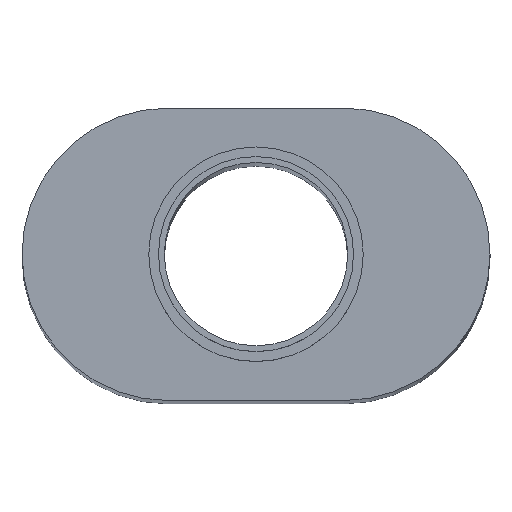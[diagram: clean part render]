
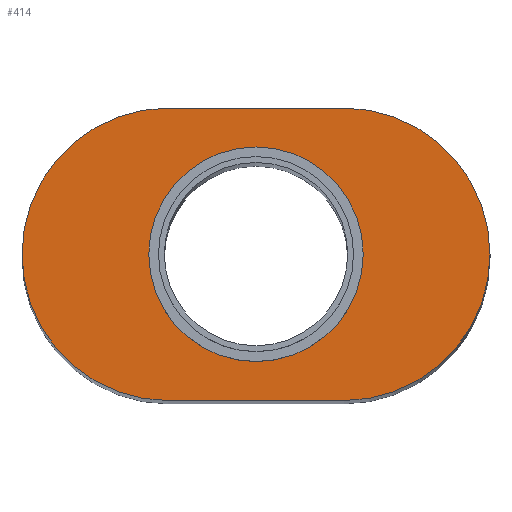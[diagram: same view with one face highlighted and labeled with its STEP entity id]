
A CAD part, top view. The second image highlights one B-rep face of the part: STEP entity #414.
In plain terms, the highlighted planar face has unit normal (0, 0, 1).
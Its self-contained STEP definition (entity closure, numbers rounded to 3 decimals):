
#12 = DIRECTION ( 'NONE',  ( 0., 0., 1. ) ) ;
#13 = VERTEX_POINT ( 'NONE', #62 ) ;
#15 = VERTEX_POINT ( 'NONE', #567 ) ;
#30 = LINE ( 'NONE', #40, #411 ) ;
#40 = CARTESIAN_POINT ( 'NONE',  ( -45., -75., 500. ) ) ;
#51 = CARTESIAN_POINT ( 'NONE',  ( 45., 0., 500. ) ) ;
#62 = CARTESIAN_POINT ( 'NONE',  ( 45., 75., 500. ) ) ;
#63 = FACE_BOUND ( 'NONE', #449, .T. ) ;
#79 = CARTESIAN_POINT ( 'NONE',  ( -45., 0., 500. ) ) ;
#92 = DIRECTION ( 'NONE',  ( 0., 0., 1. ) ) ;
#95 = CIRCLE ( 'NONE', #170, 75. ) ;
#97 = DIRECTION ( 'NONE',  ( 1., 0., 0. ) ) ;
#119 = CIRCLE ( 'NONE', #184, 75. ) ;
#120 = DIRECTION ( 'NONE',  ( 1., 0., 0. ) ) ;
#125 = ORIENTED_EDGE ( 'NONE', *, *, #481, .T. ) ;
#140 = CARTESIAN_POINT ( 'NONE',  ( -45., 0., 500. ) ) ;
#160 = ORIENTED_EDGE ( 'NONE', *, *, #373, .T. ) ;
#163 = ORIENTED_EDGE ( 'NONE', *, *, #472, .T. ) ;
#170 = AXIS2_PLACEMENT_3D ( 'NONE', #79, #415, #120 ) ;
#179 = CARTESIAN_POINT ( 'NONE',  ( 0., 0., 500. ) ) ;
#184 = AXIS2_PLACEMENT_3D ( 'NONE', #51, #380, #97 ) ;
#209 = AXIS2_PLACEMENT_3D ( 'NONE', #179, #551, #238 ) ;
#227 = CARTESIAN_POINT ( 'NONE',  ( 0., 0., 500. ) ) ;
#231 = CARTESIAN_POINT ( 'NONE',  ( -45., 75., 500. ) ) ;
#232 = CIRCLE ( 'NONE', #209, 55. ) ;
#233 = AXIS2_PLACEMENT_3D ( 'NONE', #227, #595, #288 ) ;
#237 = VECTOR ( 'NONE', #543, 1000. ) ;
#238 = DIRECTION ( 'NONE',  ( 1., 0., 0. ) ) ;
#243 = PLANE ( 'NONE',  #258 ) ;
#258 = AXIS2_PLACEMENT_3D ( 'NONE', #140, #12, #343 ) ;
#274 = AXIS2_PLACEMENT_3D ( 'NONE', #377, #92, #438 ) ;
#288 = DIRECTION ( 'NONE',  ( 1., 0., 0. ) ) ;
#309 = VERTEX_POINT ( 'NONE', #487 ) ;
#321 = ORIENTED_EDGE ( 'NONE', *, *, #379, .T. ) ;
#335 = VERTEX_POINT ( 'NONE', #596 ) ;
#343 = DIRECTION ( 'NONE',  ( 1., 0., 0. ) ) ;
#349 = ORIENTED_EDGE ( 'NONE', *, *, #510, .T. ) ;
#362 = LINE ( 'NONE', #231, #237 ) ;
#373 = EDGE_CURVE ( 'NONE', #309, #635, #511, .T. ) ;
#377 = CARTESIAN_POINT ( 'NONE',  ( -45., 0., 500. ) ) ;
#378 = CARTESIAN_POINT ( 'NONE',  ( 55., 0., 500. ) ) ;
#379 = EDGE_CURVE ( 'NONE', #15, #588, #232, .T. ) ;
#380 = DIRECTION ( 'NONE',  ( 0., 0., 1. ) ) ;
#411 = VECTOR ( 'NONE', #540, 1000. ) ;
#413 = VERTEX_POINT ( 'NONE', #557 ) ;
#414 = ADVANCED_FACE ( 'NONE', ( #585, #63 ), #243, .T. ) ;
#415 = DIRECTION ( 'NONE',  ( 0., 0., 1. ) ) ;
#429 = ORIENTED_EDGE ( 'NONE', *, *, #467, .T. ) ;
#438 = DIRECTION ( 'NONE',  ( 1., 0., 0. ) ) ;
#449 = EDGE_LOOP ( 'NONE', ( #321, #429 ) ) ;
#467 = EDGE_CURVE ( 'NONE', #588, #15, #545, .T. ) ;
#472 = EDGE_CURVE ( 'NONE', #635, #413, #30, .T. ) ;
#481 = EDGE_CURVE ( 'NONE', #13, #335, #362, .T. ) ;
#487 = CARTESIAN_POINT ( 'NONE',  ( -120., 0., 500. ) ) ;
#490 = ORIENTED_EDGE ( 'NONE', *, *, #508, .T. ) ;
#503 = CARTESIAN_POINT ( 'NONE',  ( -45., -75., 500. ) ) ;
#508 = EDGE_CURVE ( 'NONE', #413, #13, #119, .T. ) ;
#510 = EDGE_CURVE ( 'NONE', #335, #309, #95, .T. ) ;
#511 = CIRCLE ( 'NONE', #274, 75. ) ;
#513 = EDGE_LOOP ( 'NONE', ( #349, #160, #163, #490, #125 ) ) ;
#540 = DIRECTION ( 'NONE',  ( 1., 0., 0. ) ) ;
#543 = DIRECTION ( 'NONE',  ( -1., 0., 0. ) ) ;
#545 = CIRCLE ( 'NONE', #233, 55. ) ;
#551 = DIRECTION ( 'NONE',  ( 0., 0., -1. ) ) ;
#557 = CARTESIAN_POINT ( 'NONE',  ( 45., -75., 500. ) ) ;
#567 = CARTESIAN_POINT ( 'NONE',  ( -55., 0., 500. ) ) ;
#585 = FACE_OUTER_BOUND ( 'NONE', #513, .T. ) ;
#588 = VERTEX_POINT ( 'NONE', #378 ) ;
#595 = DIRECTION ( 'NONE',  ( 0., 0., -1. ) ) ;
#596 = CARTESIAN_POINT ( 'NONE',  ( -45., 75., 500. ) ) ;
#635 = VERTEX_POINT ( 'NONE', #503 ) ;
